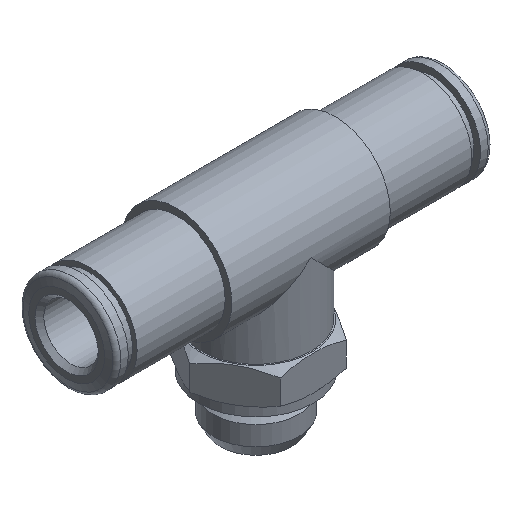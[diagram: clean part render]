
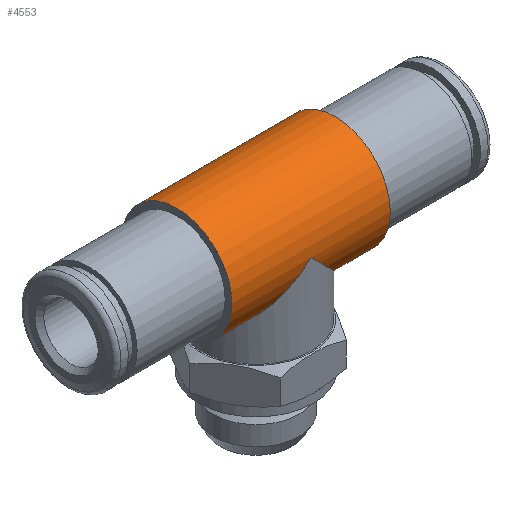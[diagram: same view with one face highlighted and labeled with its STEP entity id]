
A CAD part, isometric view. The second image highlights one B-rep face of the part: STEP entity #4553.
In plain terms, the highlighted cylindrical face has radius 6.25 mm (diameter 12.5 mm), a full revolution.
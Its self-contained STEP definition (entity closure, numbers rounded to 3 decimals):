
#11=ELLIPSE('',#4429,8.839,6.25);
#12=ELLIPSE('',#4430,8.839,6.25);
#953=ORIENTED_EDGE('',*,*,#1282,.T.);
#954=ORIENTED_EDGE('',*,*,#1283,.F.);
#955=ORIENTED_EDGE('',*,*,#1280,.F.);
#956=ORIENTED_EDGE('',*,*,#1281,.F.);
#1067=CIRCLE('',#4432,6.25);
#1068=CIRCLE('',#4433,6.25);
#1166=VERTEX_POINT('',#4200);
#1167=VERTEX_POINT('',#4201);
#1168=VERTEX_POINT('',#4205);
#1169=VERTEX_POINT('',#4207);
#1280=EDGE_CURVE('',#1166,#1167,#11,.T.);
#1281=EDGE_CURVE('',#1167,#1166,#12,.T.);
#1282=EDGE_CURVE('',#1168,#1168,#1067,.T.);
#1283=EDGE_CURVE('',#1169,#1169,#1068,.T.);
#1424=EDGE_LOOP('',(#953));
#1425=EDGE_LOOP('',(#954));
#1426=EDGE_LOOP('',(#955,#956));
#1594=FACE_BOUND('',#1424,.T.);
#1595=FACE_BOUND('',#1425,.T.);
#1596=FACE_BOUND('',#1426,.T.);
#1665=CYLINDRICAL_SURFACE('',#4431,6.25);
#2499=DIRECTION('',(0.707,0.707,0.));
#2500=DIRECTION('',(0.707,-0.707,0.));
#2501=DIRECTION('',(0.707,-0.707,0.));
#2502=DIRECTION('',(0.707,0.707,0.));
#2503=DIRECTION('',(0.,1.,0.));
#2504=DIRECTION('',(1.,0.,0.));
#2505=DIRECTION('',(0.,1.,0.));
#2506=DIRECTION('',(6.25,0.,0.));
#2507=DIRECTION('',(0.,1.,0.));
#2508=DIRECTION('',(6.25,0.,0.));
#4200=CARTESIAN_POINT('',(7.832,21.053,6.25));
#4201=CARTESIAN_POINT('',(7.832,21.053,-6.25));
#4202=CARTESIAN_POINT('',(7.832,21.053,0.));
#4203=CARTESIAN_POINT('',(7.832,21.053,0.));
#4204=CARTESIAN_POINT('',(7.832,12.053,0.));
#4205=CARTESIAN_POINT('',(14.082,12.053,0.));
#4206=CARTESIAN_POINT('',(7.832,12.053,0.));
#4207=CARTESIAN_POINT('',(14.082,30.053,0.));
#4208=CARTESIAN_POINT('',(7.832,30.053,0.));
#4429=AXIS2_PLACEMENT_3D('',#4202,#2499,#2500);
#4430=AXIS2_PLACEMENT_3D('',#4203,#2501,#2502);
#4431=AXIS2_PLACEMENT_3D('',#4204,#2503,#2504);
#4432=AXIS2_PLACEMENT_3D('',#4206,#2505,#2506);
#4433=AXIS2_PLACEMENT_3D('',#4208,#2507,#2508);
#4553=ADVANCED_FACE('',(#1594,#1595,#1596),#1665,.T.);
